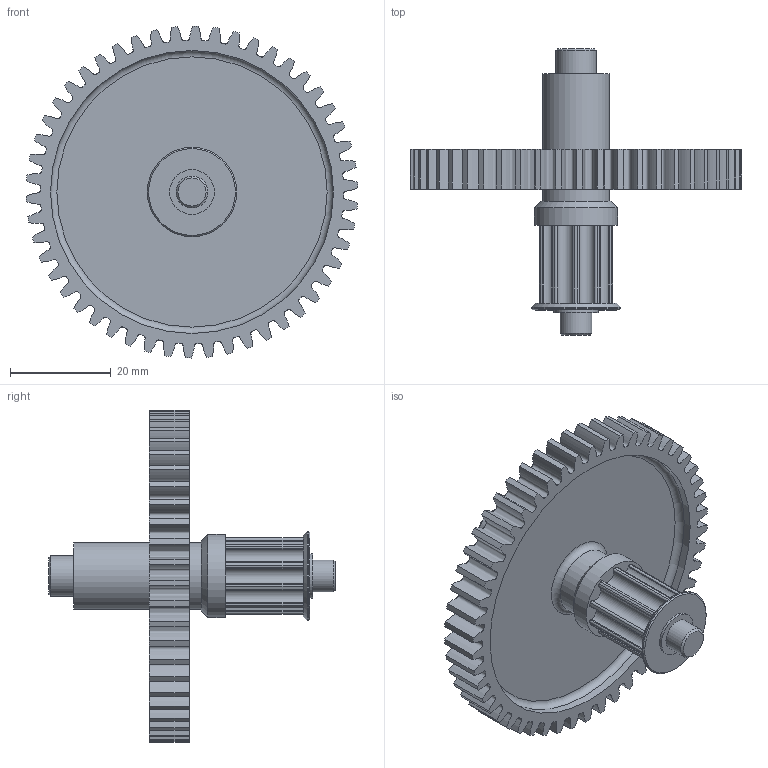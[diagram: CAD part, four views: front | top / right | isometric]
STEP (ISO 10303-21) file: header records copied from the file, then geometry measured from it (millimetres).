
FILE_DESCRIPTION(/* description */ (''),/* implementation_level */ '2;1');
FILE_NAME(/* name */ 'Turn_Colum_mk4i.stp',/* time_stamp */ '2023-05-13T12:21:52-05:00',/* author */ ('FIRSTMentor'),/* organization */ (''),/* preprocessor_version */ 'ST-DEVELOPER v19.2',/* originating_system */ 'Autodesk Inventor 2024',/* authorisation */ '');
FILE_SCHEMA (('AUTOMOTIVE_DESIGN { 1 0 10303 214 3 1 1 }'));
Length unit declared in the file: inch
Products named in the file (1): Turn_Colum_mk4i
Bounding box: 66.02 x 57.04 x 66.04 mm (x, y, z)
Volume: 18179.8 mm3; surface area: 14008.4 mm2
Topology: 1 solids, 2 shells, 221 faces, 608 edges, 402 vertices
Faces by surface type: cylinder 108, plane 53, bspline 50, cone 6, torus 4
Full cylindrical faces by diameter (mm): 6.35 x1, 6.477 x1, 8 x1, 8.89 x1, 9.398 x1, 9.525 x1, 13.36 x2, 16.51 x1, 17.78 x1, 56.286 x2
Entity records: 21890 total; most frequent: CARTESIAN_POINT 16082, ORIENTED_EDGE 1216, DIRECTION 1094, EDGE_CURVE 608, AXIS2_PLACEMENT_3D 414, VERTEX_POINT 402, LINE 266, VECTOR 266
